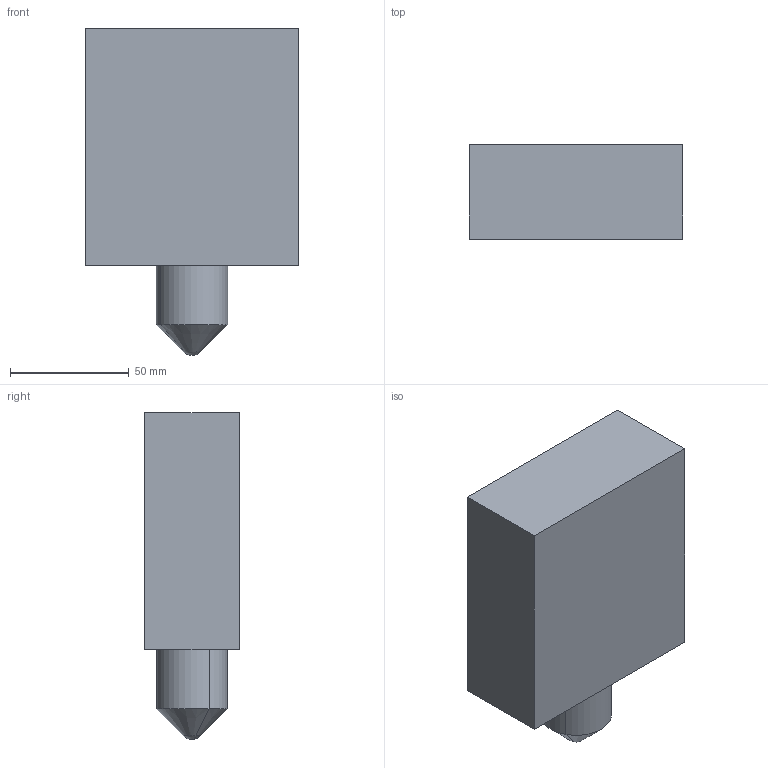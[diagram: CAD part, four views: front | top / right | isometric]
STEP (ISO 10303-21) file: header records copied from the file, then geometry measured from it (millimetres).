
FILE_DESCRIPTION(('CATIA V5 STEP Exchange'),'2;1');
FILE_NAME('Pivot.stp','2020-10-09T13:45:52+00:00',('none'),('none'),'CATIA Version 5-6 Release 2018 Beta 1736','CATIA V5 STEP AP203','none');
FILE_SCHEMA(('CONFIG_CONTROL_DESIGN'));
Length unit declared in the file: millimetre
Products named in the file (1): Pivot
Bounding box: 90 x 40 x 137.93 mm (x, y, z)
Volume: 381189.9 mm3; surface area: 35839.5 mm2
Topology: 1 solids, 1 shells, 12 faces, 26 edges, 15 vertices
Faces by surface type: plane 6, cylinder 2, cone 2, sphere 2
Entity records: 330 total; most frequent: CARTESIAN_POINT 49, ORIENTED_EDGE 48, DIRECTION 42, EDGE_CURVE 24, AXIS2_PLACEMENT_3D 18, VECTOR 16, LINE 16, VERTEX_POINT 15
